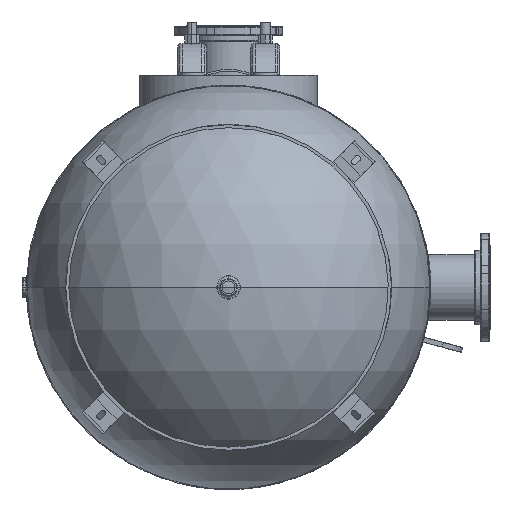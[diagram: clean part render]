
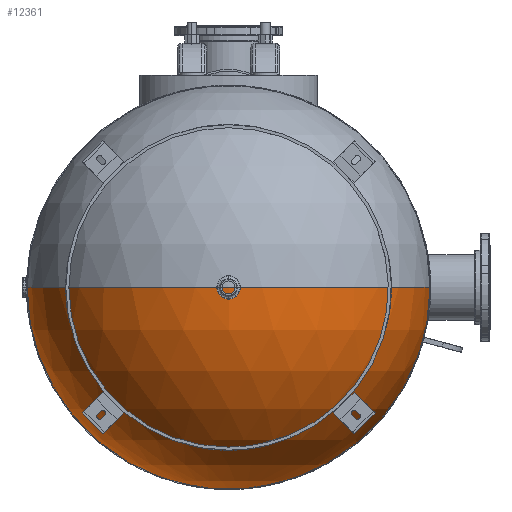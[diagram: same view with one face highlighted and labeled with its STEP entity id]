
A CAD part, left-side view. The second image highlights one B-rep face of the part: STEP entity #12361.
In plain terms, the highlighted spherical face has radius 520.7 mm.
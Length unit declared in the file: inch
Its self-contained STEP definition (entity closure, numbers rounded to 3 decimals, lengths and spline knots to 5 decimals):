
#140 = DIRECTION ( 'NONE',  ( 0., -1., 0. ) ) ;
#438 = DIRECTION ( 'NONE',  ( -1., 0., 0. ) ) ;
#1108 = DIRECTION ( 'NONE',  ( 0., -1., 0. ) ) ;
#2643 = AXIS2_PLACEMENT_3D ( 'NONE', #17530, #2864, #19724 ) ;
#2864 = DIRECTION ( 'NONE',  ( 0., 0., 1. ) ) ;
#3725 = VERTEX_POINT ( 'NONE', #19494 ) ;
#6239 = DIRECTION ( 'NONE',  ( -1., 0., 0. ) ) ;
#7673 = CARTESIAN_POINT ( 'NONE',  ( 0., 1.49224, 0. ) ) ;
#8478 = DIRECTION ( 'NONE',  ( 0., 0., -1. ) ) ;
#8707 = EDGE_CURVE ( 'NONE', #3725, #9282, #24844, .T. ) ;
#9145 = AXIS2_PLACEMENT_3D ( 'NONE', #16584, #140, #8478 ) ;
#9282 = VERTEX_POINT ( 'NONE', #11780 ) ;
#9388 = VERTEX_POINT ( 'NONE', #20845 ) ;
#9585 = ORIENTED_EDGE ( 'NONE', *, *, #21495, .F. ) ;
#10078 = CIRCLE ( 'NONE', #2643, 20.5 ) ;
#10525 = ORIENTED_EDGE ( 'NONE', *, *, #8707, .T. ) ;
#11430 = AXIS2_PLACEMENT_3D ( 'NONE', #7673, #1108, #11654 ) ;
#11654 = DIRECTION ( 'NONE',  ( 0., 0., -1. ) ) ;
#11780 = CARTESIAN_POINT ( 'NONE',  ( 20.44562, 1.49224, 0. ) ) ;
#12361 = ADVANCED_FACE ( 'NONE', ( #14137 ), #14953, .T. ) ;
#12879 = CARTESIAN_POINT ( 'NONE',  ( 0., 0., 0. ) ) ;
#13578 = VERTEX_POINT ( 'NONE', #14548 ) ;
#13613 = CIRCLE ( 'NONE', #11430, 20.44562 ) ;
#14137 = FACE_OUTER_BOUND ( 'NONE', #26651, .T. ) ;
#14548 = CARTESIAN_POINT ( 'NONE',  ( -20.44562, 1.49224, 0. ) ) ;
#14878 = DIRECTION ( 'NONE',  ( 0., 0., -1. ) ) ;
#14953 = SPHERICAL_SURFACE ( 'NONE', #26723, 20.5 ) ;
#16584 = CARTESIAN_POINT ( 'NONE',  ( 0., 1.49224, 0. ) ) ;
#17530 = CARTESIAN_POINT ( 'NONE',  ( 0., 0., 0. ) ) ;
#19494 = CARTESIAN_POINT ( 'NONE',  ( 0., 20.5, 0. ) ) ;
#19558 = EDGE_CURVE ( 'NONE', #9388, #9282, #26705, .T. ) ;
#19724 = DIRECTION ( 'NONE',  ( 1., 0., 0. ) ) ;
#19910 = ORIENTED_EDGE ( 'NONE', *, *, #19558, .F. ) ;
#20448 = AXIS2_PLACEMENT_3D ( 'NONE', #25068, #14878, #6239 ) ;
#20845 = CARTESIAN_POINT ( 'NONE',  ( 0., 1.49224, -20.44562 ) ) ;
#21495 = EDGE_CURVE ( 'NONE', #3725, #13578, #10078, .T. ) ;
#23048 = ORIENTED_EDGE ( 'NONE', *, *, #23203, .F. ) ;
#23203 = EDGE_CURVE ( 'NONE', #13578, #9388, #13613, .T. ) ;
#23500 = DIRECTION ( 'NONE',  ( 0., 0., -1. ) ) ;
#24844 = CIRCLE ( 'NONE', #20448, 20.5 ) ;
#25068 = CARTESIAN_POINT ( 'NONE',  ( 0., 0., 0. ) ) ;
#26651 = EDGE_LOOP ( 'NONE', ( #9585, #10525, #19910, #23048 ) ) ;
#26705 = CIRCLE ( 'NONE', #9145, 20.44562 ) ;
#26723 = AXIS2_PLACEMENT_3D ( 'NONE', #12879, #23500, #438 ) ;
